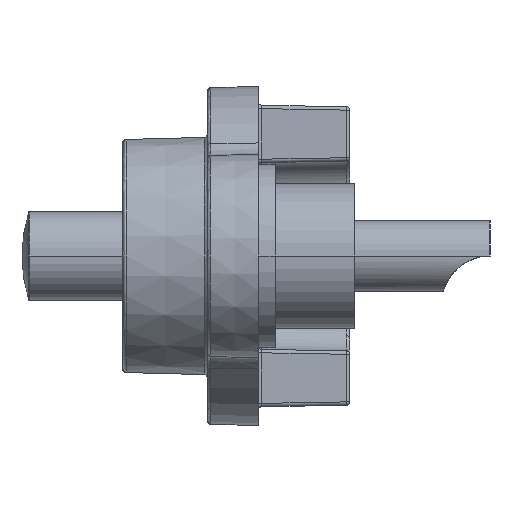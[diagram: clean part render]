
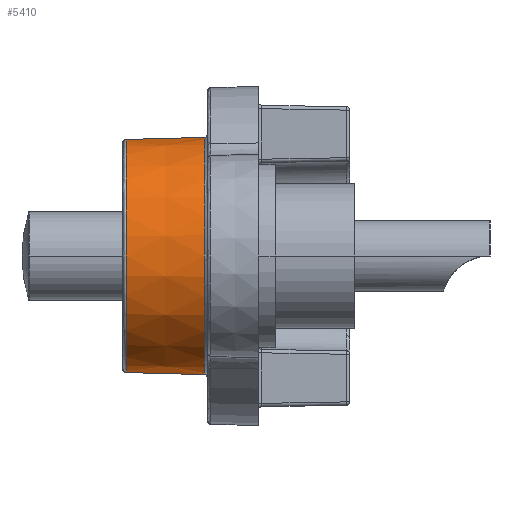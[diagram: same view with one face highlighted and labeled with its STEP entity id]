
A CAD part, left-side view. The second image highlights one B-rep face of the part: STEP entity #5410.
In plain terms, the highlighted conical face has half-angle 1.5 degrees and reference radius 3.497 mm.
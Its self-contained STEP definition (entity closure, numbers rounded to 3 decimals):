
#311 = DIRECTION ( 'NONE',  ( 0., 1., 0. ) ) ;
#565 = ORIENTED_EDGE ( 'NONE', *, *, #1243, .F. ) ;
#749 = AXIS2_PLACEMENT_3D ( 'NONE', #10601, #6449, #1789 ) ;
#755 = LINE ( 'NONE', #5472, #8093 ) ;
#844 = VERTEX_POINT ( 'NONE', #6865 ) ;
#885 = CIRCLE ( 'NONE', #3665, 3.497 ) ;
#1122 = CARTESIAN_POINT ( 'NONE',  ( 0., 1.5, -3.5 ) ) ;
#1243 = EDGE_CURVE ( 'NONE', #2613, #10679, #1640, .T. ) ;
#1640 = LINE ( 'NONE', #1122, #6062 ) ;
#1789 = DIRECTION ( 'NONE',  ( 0., 0., -1. ) ) ;
#2033 = CARTESIAN_POINT ( 'NONE',  ( 0., 1.597, 0. ) ) ;
#2096 = DIRECTION ( 'NONE',  ( 0., 0., -1. ) ) ;
#2185 = EDGE_CURVE ( 'NONE', #11724, #10679, #8895, .T. ) ;
#2613 = VERTEX_POINT ( 'NONE', #9225 ) ;
#3574 = DIRECTION ( 'NONE',  ( 0., -1., 0. ) ) ;
#3665 = AXIS2_PLACEMENT_3D ( 'NONE', #2033, #311, #2096 ) ;
#4013 = ORIENTED_EDGE ( 'NONE', *, *, #2185, .T. ) ;
#4086 = EDGE_CURVE ( 'NONE', #11724, #844, #755, .T. ) ;
#4234 = EDGE_CURVE ( 'NONE', #2613, #844, #885, .T. ) ;
#4673 = CARTESIAN_POINT ( 'NONE',  ( 0., 3.903, -3.437 ) ) ;
#4805 = DIRECTION ( 'NONE',  ( 0., 1., 0.026 ) ) ;
#5410 = ADVANCED_FACE ( 'NONE', ( #10838 ), #6982, .T. ) ;
#5472 = CARTESIAN_POINT ( 'NONE',  ( 0., 1.5, 3.5 ) ) ;
#5574 = ORIENTED_EDGE ( 'NONE', *, *, #4086, .F. ) ;
#6062 = VECTOR ( 'NONE', #4805, 1000. ) ;
#6086 = EDGE_LOOP ( 'NONE', ( #5574, #4013, #565, #9578 ) ) ;
#6359 = AXIS2_PLACEMENT_3D ( 'NONE', #8152, #3574, #7238 ) ;
#6449 = DIRECTION ( 'NONE',  ( 0., -1., 0. ) ) ;
#6865 = CARTESIAN_POINT ( 'NONE',  ( 0., 1.597, 3.497 ) ) ;
#6982 = CONICAL_SURFACE ( 'NONE', #749, 3.497, 0.026 ) ;
#7238 = DIRECTION ( 'NONE',  ( 0., 0., -1. ) ) ;
#8093 = VECTOR ( 'NONE', #11987, 1000. ) ;
#8152 = CARTESIAN_POINT ( 'NONE',  ( 0., 3.903, 0. ) ) ;
#8895 = CIRCLE ( 'NONE', #6359, 3.437 ) ;
#9197 = CARTESIAN_POINT ( 'NONE',  ( 0., 3.903, 3.437 ) ) ;
#9225 = CARTESIAN_POINT ( 'NONE',  ( 0., 1.597, -3.497 ) ) ;
#9578 = ORIENTED_EDGE ( 'NONE', *, *, #4234, .T. ) ;
#10601 = CARTESIAN_POINT ( 'NONE',  ( 0., 1.597, 0. ) ) ;
#10679 = VERTEX_POINT ( 'NONE', #4673 ) ;
#10838 = FACE_OUTER_BOUND ( 'NONE', #6086, .T. ) ;
#11724 = VERTEX_POINT ( 'NONE', #9197 ) ;
#11987 = DIRECTION ( 'NONE',  ( 0., -1., 0.026 ) ) ;
